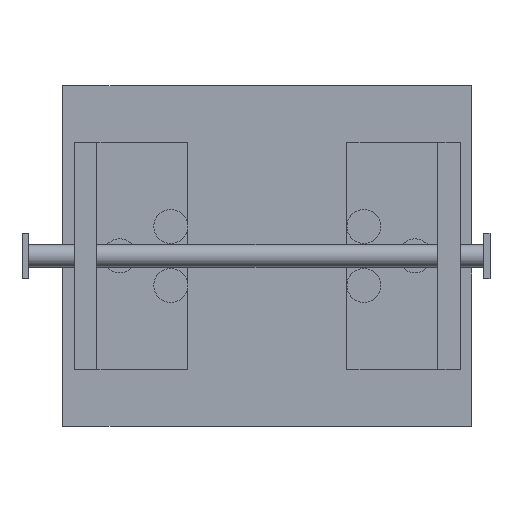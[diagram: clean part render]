
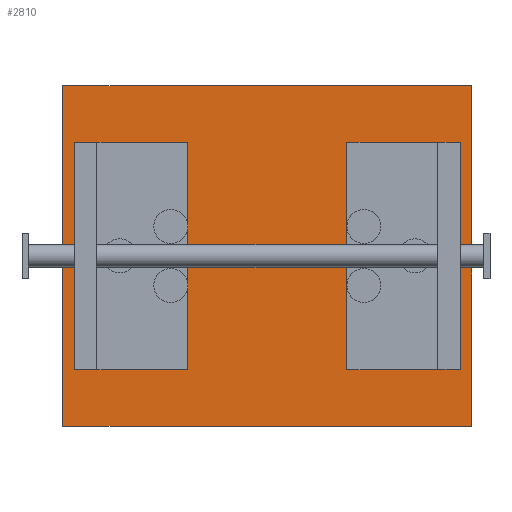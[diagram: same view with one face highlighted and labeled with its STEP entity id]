
A CAD part, top view. The second image highlights one B-rep face of the part: STEP entity #2810.
In plain terms, the highlighted planar face has unit normal (0, 0, 1).
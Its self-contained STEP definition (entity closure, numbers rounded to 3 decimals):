
#920 = CARTESIAN_POINT('',(150.,75.,20.));
#930 = VERTEX_POINT('',#920);
#940 = CARTESIAN_POINT('',(20.,75.,20.));
#950 = VERTEX_POINT('',#940);
#960 = CARTESIAN_POINT('',(127.5,87.99,20.));
#970 = VERTEX_POINT('',#960);
#980 = CARTESIAN_POINT('',(127.5,62.01,20.));
#990 = VERTEX_POINT('',#980);
#1000 = CARTESIAN_POINT('',(42.5,62.01,20.));
#1010 = VERTEX_POINT('',#1000);
#1020 = CARTESIAN_POINT('',(42.5,87.99,20.));
#1030 = VERTEX_POINT('',#1020);
#1040 = CARTESIAN_POINT('',(180.,0.,20.));
#1050 = VERTEX_POINT('',#1040);
#1060 = CARTESIAN_POINT('',(180.,150.,20.));
#1070 = VERTEX_POINT('',#1060);
#1080 = CARTESIAN_POINT('',(0.,150.,20.));
#1090 = VERTEX_POINT('',#1080);
#1100 = CARTESIAN_POINT('',(0.,0.,20.));
#1110 = VERTEX_POINT('',#1100);
#1200 = CARTESIAN_POINT('',(47.5,87.99,20.));
#1210 = DIRECTION('',(0.,0.,-1.));
#1220 = DIRECTION('',(-1.,0.,0.));
#1230 = AXIS2_PLACEMENT_3D('',#1200,#1210,#1220);
#1240 = CIRCLE('',#1230,5.);
#1250 = EDGE_CURVE('',#1030,#1030,#1240,.T.);
#1260 = CARTESIAN_POINT('',(47.5,62.01,20.));
#1270 = DIRECTION('',(0.,0.,-1.));
#1280 = DIRECTION('',(-1.,0.,0.));
#1290 = AXIS2_PLACEMENT_3D('',#1260,#1270,#1280);
#1300 = CIRCLE('',#1290,5.);
#1310 = EDGE_CURVE('',#1010,#1010,#1300,.T.);
#1320 = CARTESIAN_POINT('',(132.5,62.01,20.));
#1330 = DIRECTION('',(0.,0.,-1.));
#1340 = DIRECTION('',(-1.,0.,0.));
#1350 = AXIS2_PLACEMENT_3D('',#1320,#1330,#1340);
#1360 = CIRCLE('',#1350,5.);
#1370 = EDGE_CURVE('',#990,#990,#1360,.T.);
#1380 = CARTESIAN_POINT('',(132.5,87.99,20.));
#1390 = DIRECTION('',(0.,0.,-1.));
#1400 = DIRECTION('',(-1.,0.,0.));
#1410 = AXIS2_PLACEMENT_3D('',#1380,#1390,#1400);
#1420 = CIRCLE('',#1410,5.);
#1430 = EDGE_CURVE('',#970,#970,#1420,.T.);
#1440 = CARTESIAN_POINT('',(25.,75.,20.));
#1450 = DIRECTION('',(0.,0.,-1.));
#1460 = DIRECTION('',(-1.,0.,0.));
#1470 = AXIS2_PLACEMENT_3D('',#1440,#1450,#1460);
#1480 = CIRCLE('',#1470,5.);
#1490 = EDGE_CURVE('',#950,#950,#1480,.T.);
#1500 = CARTESIAN_POINT('',(155.,75.,20.));
#1510 = DIRECTION('',(0.,0.,-1.));
#1520 = DIRECTION('',(-1.,0.,0.));
#1530 = AXIS2_PLACEMENT_3D('',#1500,#1510,#1520);
#1540 = CIRCLE('',#1530,5.);
#1550 = EDGE_CURVE('',#930,#930,#1540,.T.);
#1610 = CARTESIAN_POINT('',(90.,0.,20.));
#1620 = DIRECTION('',(-1.,0.,0.));
#1630 = VECTOR('',#1620,1.);
#1640 = LINE('',#1610,#1630);
#1650 = EDGE_CURVE('',#1050,#1110,#1640,.T.);
#1760 = CARTESIAN_POINT('',(0.,75.,20.));
#1770 = DIRECTION('',(0.,1.,0.));
#1780 = VECTOR('',#1770,1.);
#1790 = LINE('',#1760,#1780);
#1800 = EDGE_CURVE('',#1110,#1090,#1790,.T.);
#1910 = CARTESIAN_POINT('',(90.,150.,20.));
#1920 = DIRECTION('',(1.,0.,0.));
#1930 = VECTOR('',#1920,1.);
#1940 = LINE('',#1910,#1930);
#1950 = EDGE_CURVE('',#1090,#1070,#1940,.T.);
#2110 = CARTESIAN_POINT('',(180.,75.,20.));
#2120 = DIRECTION('',(0.,-1.,0.));
#2130 = VECTOR('',#2120,1.);
#2140 = LINE('',#2110,#2130);
#2150 = EDGE_CURVE('',#1070,#1050,#2140,.T.);
#2520 = ORIENTED_EDGE('',*,*,#1250,.T.);
#2530 = EDGE_LOOP('',(#2520));
#2540 = FACE_BOUND('',#2530,.T.);
#2550 = ORIENTED_EDGE('',*,*,#1310,.T.);
#2560 = EDGE_LOOP('',(#2550));
#2570 = FACE_BOUND('',#2560,.T.);
#2580 = ORIENTED_EDGE('',*,*,#1370,.T.);
#2590 = EDGE_LOOP('',(#2580));
#2600 = FACE_BOUND('',#2590,.T.);
#2610 = ORIENTED_EDGE('',*,*,#1430,.T.);
#2620 = EDGE_LOOP('',(#2610));
#2630 = FACE_BOUND('',#2620,.T.);
#2640 = ORIENTED_EDGE('',*,*,#1490,.T.);
#2650 = EDGE_LOOP('',(#2640));
#2660 = FACE_BOUND('',#2650,.T.);
#2670 = ORIENTED_EDGE('',*,*,#1550,.T.);
#2680 = EDGE_LOOP('',(#2670));
#2690 = FACE_BOUND('',#2680,.T.);
#2700 = ORIENTED_EDGE('',*,*,#1650,.F.);
#2710 = ORIENTED_EDGE('',*,*,#2150,.F.);
#2720 = ORIENTED_EDGE('',*,*,#1950,.F.);
#2730 = ORIENTED_EDGE('',*,*,#1800,.F.);
#2740 = EDGE_LOOP('',(#2700,#2710,#2720,#2730));
#2750 = FACE_BOUND('',#2740,.T.);
#2760 = CARTESIAN_POINT('',(90.,75.,20.));
#2770 = DIRECTION('',(0.,0.,1.));
#2780 = DIRECTION('',(1.,0.,0.));
#2790 = AXIS2_PLACEMENT_3D('',#2760,#2770,#2780);
#2800 = PLANE('',#2790);
#2810 = ADVANCED_FACE('',(#2540,#2570,#2600,#2630,#2660,#2690,#2750),#2800,
.T.);
